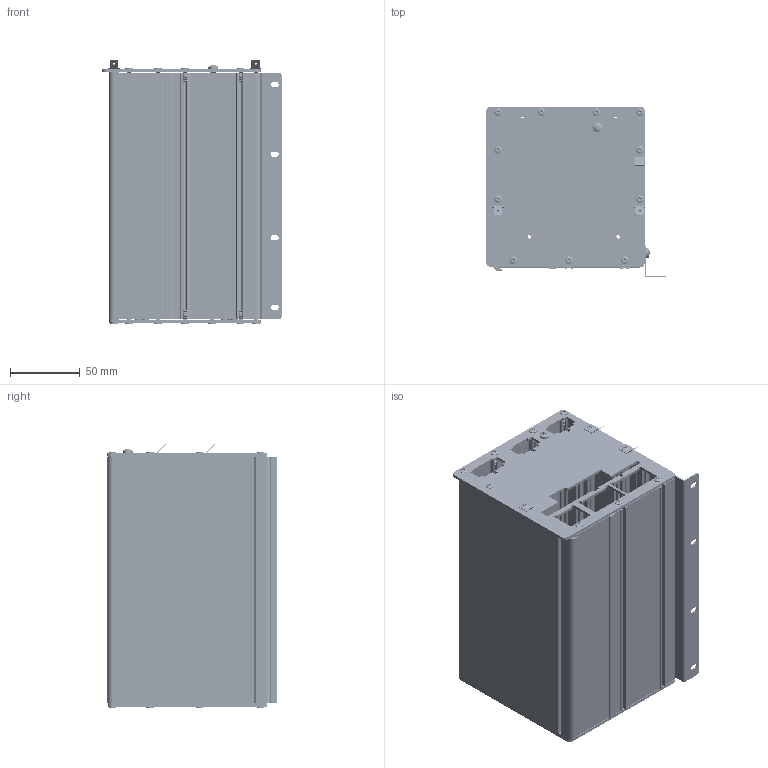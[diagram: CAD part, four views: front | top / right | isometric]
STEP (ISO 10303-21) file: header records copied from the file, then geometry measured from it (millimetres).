
FILE_DESCRIPTION (( 'STEP AP214' ), '1' );
FILE_NAME ('JB70DXX Electronic Unit.STEP', '2021-10-12T09:18:46', ( '' ), ( '' ), 'SwSTEP 2.0', 'SolidWorks 2020', '' );
FILE_SCHEMA (( 'AUTOMOTIVE_DESIGN' ));
Length unit declared in the file: millimetre
Products named in the file (11): JB70DXX Electronic Unit; Sheet metal screws_DIN1; ZAA-01311-XX Tab, Faston 6.35x0.81 mm 45° Brass; ZAA-01346-00 Backplate, Multi box; PL-8048-02 Gasket for frontplate JB box; ZAA-01333-03 Mounting strip, Multi box; ZOA-01176-XX Screw self tapping ST3.5x6.6 T10 ISO14585-F; ZAA-01340-01 Front plate for JB70D2-SA and JB70S2-SA; ZOA-01259 Torx screw, M3X10, TX10, ISO14583, A4; ZZA-01178-02 Overlay, basis for JB70; ZAA-01345-02 Profile, Multi box, square
Assembly tree (37 placements, depth 2):
  JB70DXX Electronic Unit
    ZAA-01345-02 Profile, Multi box, square
    ZAA-01346-00 Backplate, Multi box
    ZAA-01340-01 Front plate for JB70D2-SA and JB70S2-SA
    ZAA-01333-03 Mounting strip, Multi box
    ZOA-01259 Torx screw, M3X10, TX10, ISO14583, A4  x22
    ZOA-01176-XX Screw self tapping ST3.5x6.6 T10 ISO14585-F  x4
    ZZA-01178-02 Overlay, basis for JB70
    PL-8048-02 Gasket for frontplate JB box  x2
    Sheet metal screws_DIN1
    ZAA-01311-XX Tab, Faston 6.35x0.81 mm 45° Brass  x3
Bounding box: 128.8 x 122.51 x 189.97 mm (x, y, z)
Volume: 287255.9 mm3; surface area: 307166 mm2
Topology: 59 solids, 59 shells, 8170 faces, 21369 edges, 13484 vertices
Faces by surface type: cone 3097, cylinder 2579, plane 1927, bspline 435, sphere 88, torus 44
Full cylindrical faces by diameter (mm): 1.7 x3, 2.5 x8, 2.64 x6, 3 x94, 3.5 x5, 3.7 x26, 4.1 x3, 5 x9, 5.5 x22, 7 x5, 22 x1
Entity records: 99653 total; most frequent: CARTESIAN_POINT 34623, ORIENTED_EDGE 13402, DIRECTION 11284, EDGE_CURVE 6701, VECTOR 4632, LINE 4632, VERTEX_POINT 4453, AXIS2_PLACEMENT_3D 3326
